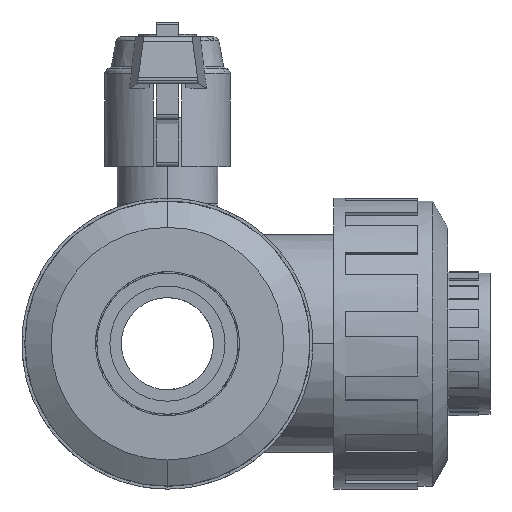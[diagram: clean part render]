
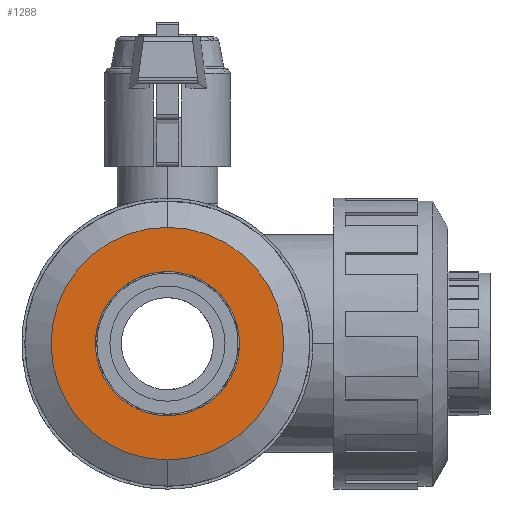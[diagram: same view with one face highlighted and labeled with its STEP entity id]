
A CAD part, left-side view. The second image highlights one B-rep face of the part: STEP entity #1288.
In plain terms, the highlighted planar face has unit normal (-1, 0, 0).
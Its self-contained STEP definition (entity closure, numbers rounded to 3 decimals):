
#1288=ADVANCED_FACE('',(#2806,#2807),#2808,.T.);
#2806=FACE_BOUND('',#4547,.T.);
#2807=FACE_OUTER_BOUND('',#4548,.T.);
#2808=PLANE('',#4549);
#4547=EDGE_LOOP('',(#8744,#8745));
#4548=EDGE_LOOP('',(#8746,#8747));
#4549=AXIS2_PLACEMENT_3D('',#8748,#8749,#8750);
#8744=ORIENTED_EDGE('',*,*,#12222,.F.);
#8745=ORIENTED_EDGE('',*,*,#10960,.F.);
#8746=ORIENTED_EDGE('',*,*,#10965,.T.);
#8747=ORIENTED_EDGE('',*,*,#12220,.T.);
#8748=CARTESIAN_POINT('',(-97.27,0.0,32.7));
#8749=DIRECTION('',(-1.0,0.0,0.0));
#8750=DIRECTION('',(0.0,-0.0,1.0));
#10960=EDGE_CURVE('',#13384,#13380,#13386,.T.);
#10965=EDGE_CURVE('',#13389,#13393,#13395,.T.);
#12220=EDGE_CURVE('',#13393,#13389,#15262,.T.);
#12222=EDGE_CURVE('',#13380,#13384,#15264,.T.);
#13380=VERTEX_POINT('',#16827);
#13384=VERTEX_POINT('',#16832);
#13386=CIRCLE('',#16835,25.0);
#13389=VERTEX_POINT('',#16838);
#13393=VERTEX_POINT('',#16843);
#13395=CIRCLE('',#16846,40.4);
#15262=CIRCLE('',#19797,40.4);
#15264=CIRCLE('',#19799,25.0);
#16827=CARTESIAN_POINT('',(-97.27,0.0,25.0));
#16832=CARTESIAN_POINT('',(-97.27,0.,-25.0));
#16835=AXIS2_PLACEMENT_3D('',#21386,#21387,#21388);
#16838=CARTESIAN_POINT('',(-97.27,0.0,40.4));
#16843=CARTESIAN_POINT('',(-97.27,0.,-40.4));
#16846=AXIS2_PLACEMENT_3D('',#21394,#21395,#21396);
#19797=AXIS2_PLACEMENT_3D('',#22907,#22908,#22909);
#19799=AXIS2_PLACEMENT_3D('',#22910,#22911,#22912);
#21386=CARTESIAN_POINT('',(-97.27,0.0,0.0));
#21387=DIRECTION('',(-1.0,0.0,0.0));
#21388=DIRECTION('',(0.0,-0.0,1.0));
#21394=CARTESIAN_POINT('',(-97.27,0.0,0.0));
#21395=DIRECTION('',(-1.0,0.0,0.0));
#21396=DIRECTION('',(0.0,-0.0,1.0));
#22907=CARTESIAN_POINT('',(-97.27,0.0,0.0));
#22908=DIRECTION('',(-1.0,0.0,0.0));
#22909=DIRECTION('',(0.0,-0.0,1.0));
#22910=CARTESIAN_POINT('',(-97.27,0.0,0.0));
#22911=DIRECTION('',(-1.0,0.0,0.0));
#22912=DIRECTION('',(0.0,-0.0,1.0));
